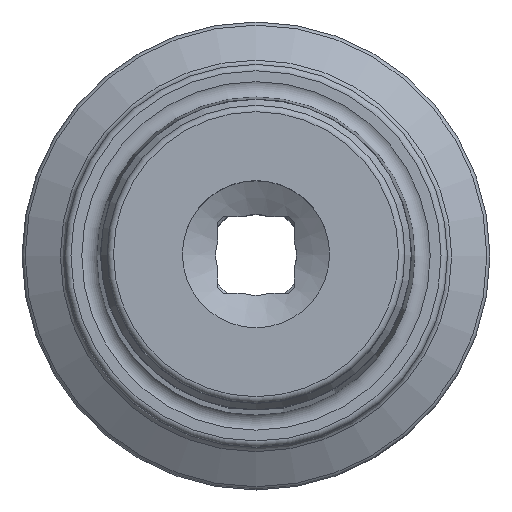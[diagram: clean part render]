
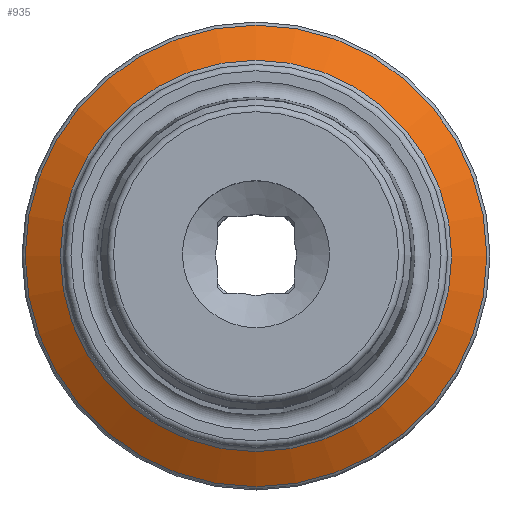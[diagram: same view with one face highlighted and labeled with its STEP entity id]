
A CAD part, top view. The second image highlights one B-rep face of the part: STEP entity #935.
In plain terms, the highlighted conical face has half-angle 60 degrees and reference radius 9 mm.
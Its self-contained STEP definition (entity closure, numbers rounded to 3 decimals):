
#22=CONICAL_SURFACE('',#1020,9.,1.047);
#64=CIRCLE('',#1007,10.85);
#65=CIRCLE('',#1009,9.2);
#234=ORIENTED_EDGE('',*,*,#352,.T.);
#235=ORIENTED_EDGE('',*,*,#351,.T.);
#351=EDGE_CURVE('',#412,#412,#64,.T.);
#352=EDGE_CURVE('',#413,#413,#65,.T.);
#412=VERTEX_POINT('',#1392);
#413=VERTEX_POINT('',#1395);
#481=EDGE_LOOP('',(#234));
#482=EDGE_LOOP('',(#235));
#553=FACE_BOUND('',#481,.T.);
#554=FACE_BOUND('',#482,.T.);
#935=ADVANCED_FACE('',(#553,#554),#22,.T.);
#1007=AXIS2_PLACEMENT_3D('',#1391,#1173,#1174);
#1009=AXIS2_PLACEMENT_3D('',#1394,#1177,#1178);
#1020=AXIS2_PLACEMENT_3D('',#1411,#1199,#1200);
#1173=DIRECTION('',(0.,0.,1.));
#1174=DIRECTION('',(1.,0.,0.));
#1177=DIRECTION('',(0.,0.,-1.));
#1178=DIRECTION('',(-1.,0.,0.));
#1199=DIRECTION('',(0.,0.,-1.));
#1200=DIRECTION('',(-1.,0.,0.));
#1391=CARTESIAN_POINT('',(0.,0.,1.932));
#1392=CARTESIAN_POINT('',(10.85,0.,1.932));
#1394=CARTESIAN_POINT('',(0.,0.,2.885));
#1395=CARTESIAN_POINT('',(-9.2,0.,2.885));
#1411=CARTESIAN_POINT('',(0.,0.,3.));
